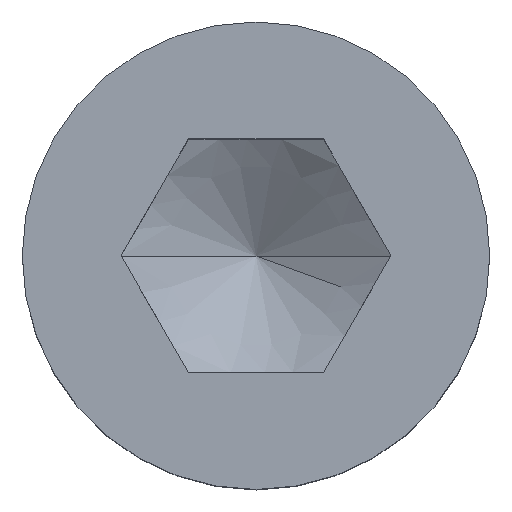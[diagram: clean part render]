
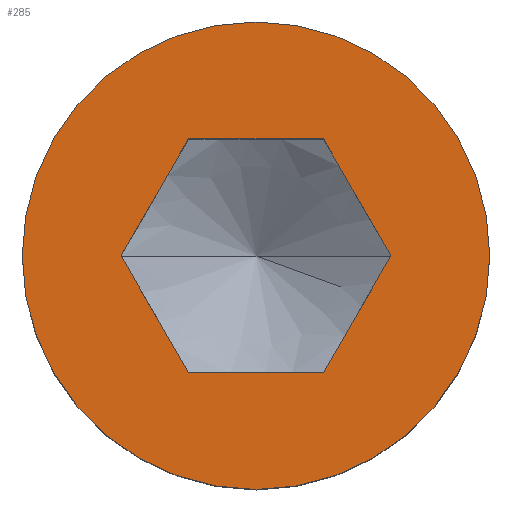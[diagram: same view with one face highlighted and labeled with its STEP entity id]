
A CAD part, top view. The second image highlights one B-rep face of the part: STEP entity #285.
In plain terms, the highlighted planar face has unit normal (0, 0, 1).
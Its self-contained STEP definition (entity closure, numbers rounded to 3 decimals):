
#139=VERTEX_POINT('',#350);
#153=EDGE_CURVE('',#241,#139,#365,.T.);
#175=VERTEX_POINT('',#389);
#177=VERTEX_POINT('',#391);
#185=EDGE_CURVE('',#139,#241,#401,.T.);
#187=EDGE_CURVE('',#311,#225,#403,.T.);
#201=VERTEX_POINT('',#417);
#223=EDGE_CURVE('',#225,#265,#442,.T.);
#225=VERTEX_POINT('',#444);
#227=EDGE_CURVE('',#175,#201,#446,.T.);
#241=VERTEX_POINT('',#464);
#259=EDGE_CURVE('',#265,#175,#484,.T.);
#265=VERTEX_POINT('',#491);
#285=ADVANCED_FACE('',(#514,#515),#516,.T.);
#293=EDGE_CURVE('',#177,#311,#525,.T.);
#311=VERTEX_POINT('',#545);
#315=EDGE_CURVE('',#201,#177,#550,.T.);
#350=CARTESIAN_POINT('',(17.0,0.,20.0));
#365=CIRCLE('',#607,17.0);
#389=CARTESIAN_POINT('',(9.815,0.0,20.0));
#391=CARTESIAN_POINT('',(-4.907,-8.5,20.0));
#401=CIRCLE('',#654,17.0);
#403=LINE('',#657,#658);
#417=CARTESIAN_POINT('',(4.907,-8.5,20.0));
#442=LINE('',#721,#722);
#444=CARTESIAN_POINT('',(-4.907,8.5,20.0));
#446=LINE('',#727,#728);
#464=CARTESIAN_POINT('',(-17.0,0.0,20.0));
#484=LINE('',#790,#791);
#491=CARTESIAN_POINT('',(4.907,8.5,20.0));
#514=FACE_OUTER_BOUND('',#839,.T.);
#515=FACE_BOUND('',#840,.T.);
#516=PLANE('',#841);
#525=LINE('',#861,#862);
#545=CARTESIAN_POINT('',(-9.815,0.0,20.0));
#550=LINE('',#892,#893);
#607=AXIS2_PLACEMENT_3D('',#919,#920,#921);
#654=AXIS2_PLACEMENT_3D('',#974,#975,#976);
#657=CARTESIAN_POINT('',(-6.134,6.375,20.0));
#658=VECTOR('',#977,1.0);
#721=CARTESIAN_POINT('',(2.454,8.5,20.0));
#722=VECTOR('',#1011,1.0);
#727=CARTESIAN_POINT('',(6.134,-6.375,20.0));
#728=VECTOR('',#1012,1.0);
#790=CARTESIAN_POINT('',(8.588,2.125,20.0));
#791=VECTOR('',#1064,1.0);
#839=EDGE_LOOP('',(#1102,#1103));
#840=EDGE_LOOP('',(#1104,#1105,#1106,#1107,#1108,#1109));
#841=AXIS2_PLACEMENT_3D('',#1110,#1111,#1112);
#861=CARTESIAN_POINT('',(-8.588,-2.125,20.0));
#862=VECTOR('',#1121,1.0);
#892=CARTESIAN_POINT('',(-2.454,-8.5,20.0));
#893=VECTOR('',#1147,1.0);
#919=CARTESIAN_POINT('',(0.,0.0,20.0));
#920=DIRECTION('',(0.0,0.0,1.0));
#921=DIRECTION('',(1.0,0.0,0.0));
#974=CARTESIAN_POINT('',(0.,0.0,20.0));
#975=DIRECTION('',(0.0,0.0,1.0));
#976=DIRECTION('',(1.0,0.0,0.0));
#977=DIRECTION('',(0.5,0.866,0.0));
#1011=DIRECTION('',(1.0,0.0,0.0));
#1012=DIRECTION('',(-0.5,-0.866,0.0));
#1064=DIRECTION('',(0.5,-0.866,0.0));
#1102=ORIENTED_EDGE('',*,*,#153,.T.);
#1103=ORIENTED_EDGE('',*,*,#185,.T.);
#1104=ORIENTED_EDGE('',*,*,#293,.T.);
#1105=ORIENTED_EDGE('',*,*,#187,.T.);
#1106=ORIENTED_EDGE('',*,*,#223,.T.);
#1107=ORIENTED_EDGE('',*,*,#259,.T.);
#1108=ORIENTED_EDGE('',*,*,#227,.T.);
#1109=ORIENTED_EDGE('',*,*,#315,.T.);
#1110=CARTESIAN_POINT('',(-12.409,0.,20.0));
#1111=DIRECTION('',(0.0,0.0,1.0));
#1112=DIRECTION('',(-1.0,0.,0.0));
#1121=DIRECTION('',(-0.5,0.866,0.0));
#1147=DIRECTION('',(-1.0,0.0,0.0));
